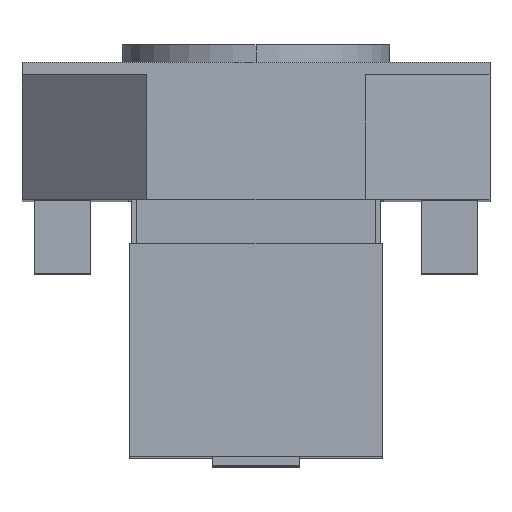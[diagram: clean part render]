
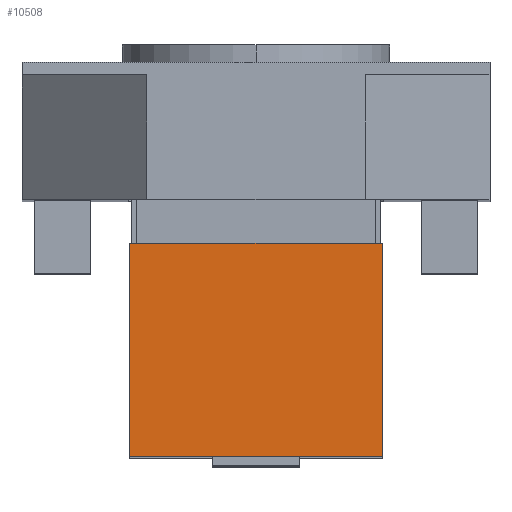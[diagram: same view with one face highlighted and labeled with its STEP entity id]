
A CAD part, top view. The second image highlights one B-rep face of the part: STEP entity #10508.
In plain terms, the highlighted face is planar.
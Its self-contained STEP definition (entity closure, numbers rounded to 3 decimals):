
#10027=DIRECTION('',(0.,1.,0.));
#10028=VECTOR('',#10027,34.13);
#10029=CARTESIAN_POINT('',(17.69,0.,0.));
#10030=LINE('',#10029,#10028);
#10141=DIRECTION('',(0.,0.,1.));
#10142=VECTOR('',#10141,40.5);
#10143=CARTESIAN_POINT('',(17.69,34.13,0.));
#10144=LINE('',#10143,#10142);
#10145=DIRECTION('',(0.,0.,1.));
#10146=VECTOR('',#10145,40.5);
#10147=CARTESIAN_POINT('',(17.69,0.,0.));
#10148=LINE('',#10147,#10146);
#10169=DIRECTION('',(0.,1.,0.));
#10170=VECTOR('',#10169,34.13);
#10171=CARTESIAN_POINT('',(17.69,0.,40.5));
#10172=LINE('',#10171,#10170);
#10252=CARTESIAN_POINT('',(17.69,0.,0.));
#10254=VERTEX_POINT('',#10252);
#10255=CARTESIAN_POINT('',(17.69,34.13,0.));
#10256=VERTEX_POINT('',#10255);
#10264=CARTESIAN_POINT('',(17.69,0.,40.5));
#10266=VERTEX_POINT('',#10264);
#10267=CARTESIAN_POINT('',(17.69,34.13,40.5));
#10268=VERTEX_POINT('',#10267);
#10496=CARTESIAN_POINT('',(17.69,0.,0.));
#10497=DIRECTION('',(-1.,0.,0.));
#10498=DIRECTION('',(0.,1.,0.));
#10499=AXIS2_PLACEMENT_3D('',#10496,#10497,#10498);
#10500=PLANE('',#10499);
#10501=ORIENTED_EDGE('',*,*,#10330,.F.);
#10502=ORIENTED_EDGE('',*,*,#10354,.T.);
#10504=ORIENTED_EDGE('',*,*,#10503,.T.);
#10505=ORIENTED_EDGE('',*,*,#10488,.F.);
#10506=EDGE_LOOP('',(#10501,#10502,#10504,#10505));
#10507=FACE_OUTER_BOUND('',#10506,.F.);
#10330=EDGE_CURVE('',#10254,#10256,#10030,.T.);
#10354=EDGE_CURVE('',#10254,#10266,#10148,.T.);
#10488=EDGE_CURVE('',#10256,#10268,#10144,.T.);
#10503=EDGE_CURVE('',#10266,#10268,#10172,.T.);
#10508=ADVANCED_FACE('',(#10507),#10500,.F.);
